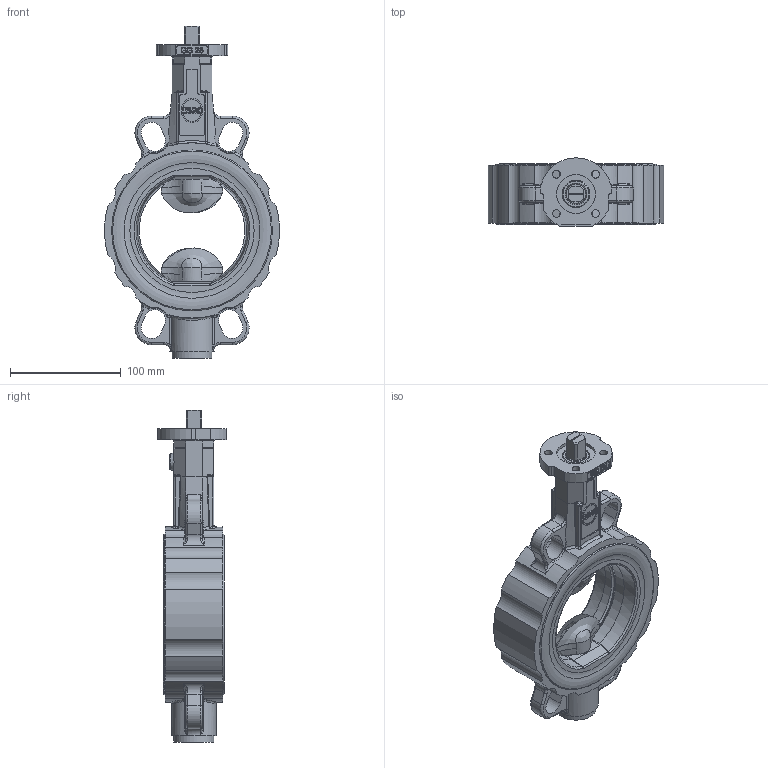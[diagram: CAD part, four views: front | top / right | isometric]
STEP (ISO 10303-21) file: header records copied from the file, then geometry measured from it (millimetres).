
FILE_DESCRIPTION((''),'2;1');
FILE_NAME('Z011-A-GG-DN100.stp','2013-02-25T10:40:13',('hellwig'),(''),'Autodesk Inventor 2011','Autodesk Inventor 2011','');
FILE_SCHEMA(('CONFIG_CONTROL_DESIGN'));
Length unit declared in the file: millimetre
Products named in the file (1): M134_Konturvereinfachung_1
Bounding box: 158 x 61.5 x 299.27 mm (x, y, z)
Volume: 828235.2 mm3; surface area: 166224.5 mm2
Topology: 3 solids, 10 shells, 824 faces, 2132 edges, 1342 vertices
Faces by surface type: plane 266, cylinder 220, bspline 195, torus 94, cone 41, sphere 8
Full cylindrical faces by diameter (mm): 4 x1, 4.917 x2, 6 x1, 7 x4, 15 x1, 16.2 x3, 18 x8, 18.2 x2, 18.31 x3, 24.95 x3, 25 x4, 25.2 x1, 28.376 x2, 30 x1, 35.1 x1, 36 x1, 40 x1, 113.4 x2, 137 x2, 137.8 x2, 144.8 x2, 145 x2
Entity records: 31189 total; most frequent: CARTESIAN_POINT 12406, ORIENTED_EDGE 3902, DIRECTION 3237, EDGE_CURVE 1951, VERTEX_POINT 1292, AXIS2_PLACEMENT_3D 1258, EDGE_LOOP 998, FACE_OUTER_BOUND 823
